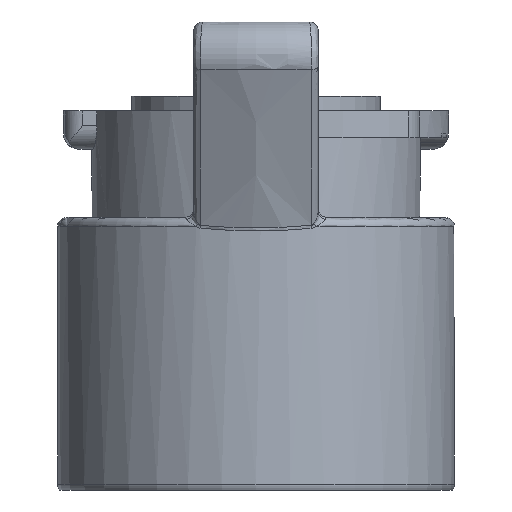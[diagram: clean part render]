
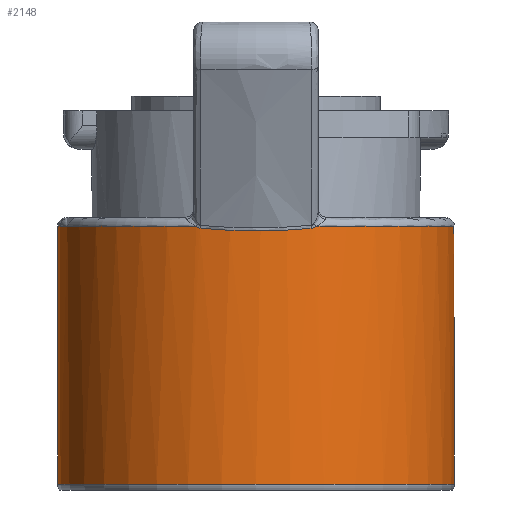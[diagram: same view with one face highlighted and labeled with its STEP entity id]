
A CAD part, front view. The second image highlights one B-rep face of the part: STEP entity #2148.
In plain terms, the highlighted cylindrical face has radius 33.5 mm (diameter 67 mm), a full revolution.
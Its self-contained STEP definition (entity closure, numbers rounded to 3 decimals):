
#51=B_SPLINE_CURVE_WITH_KNOTS('',3,(#3038,#3039,#3040,#3041),
 .UNSPECIFIED.,.F.,.F.,(4,4),(-0.079,0.),.UNSPECIFIED.);
#52=B_SPLINE_CURVE_WITH_KNOTS('',3,(#3043,#3044,#3045,#3046,#3047),
 .UNSPECIFIED.,.F.,.F.,(4,1,4),(0.,0.857,1.999),
 .UNSPECIFIED.);
#53=B_SPLINE_CURVE_WITH_KNOTS('',3,(#3049,#3050,#3051,#3052),
 .UNSPECIFIED.,.F.,.F.,(4,4),(-0.079,0.),.UNSPECIFIED.);
#54=B_SPLINE_CURVE_WITH_KNOTS('',3,(#3059,#3060,#3061,#3062),
 .UNSPECIFIED.,.F.,.F.,(4,4),(-0.079,0.),.UNSPECIFIED.);
#55=B_SPLINE_CURVE_WITH_KNOTS('',3,(#3064,#3065,#3066,#3067,#3068),
 .UNSPECIFIED.,.F.,.F.,(4,1,4),(-1.999,-1.142,0.),
 .UNSPECIFIED.);
#56=B_SPLINE_CURVE_WITH_KNOTS('',3,(#3070,#3071,#3072,#3073),
 .UNSPECIFIED.,.F.,.F.,(4,4),(-0.079,0.),.UNSPECIFIED.);
#232=FACE_OUTER_BOUND('',#358,.T.);
#358=EDGE_LOOP('',(#1348,#1349,#1350,#1351,#1352,#1353,#1354,#1355,#1356,
#1357,#1358,#1359,#1360));
#489=LINE('',#3055,#579);
#579=VECTOR('',#2544,33.5);
#676=CIRCLE('',#2304,33.5);
#678=CIRCLE('',#2306,33.5);
#679=CIRCLE('',#2308,33.5);
#680=CIRCLE('',#2309,33.5);
#681=CIRCLE('',#2310,33.5);
#794=VERTEX_POINT('',#3030);
#795=VERTEX_POINT('',#3031);
#796=VERTEX_POINT('',#3036);
#797=VERTEX_POINT('',#3037);
#798=VERTEX_POINT('',#3042);
#799=VERTEX_POINT('',#3048);
#800=VERTEX_POINT('',#3053);
#801=VERTEX_POINT('',#3056);
#802=VERTEX_POINT('',#3058);
#803=VERTEX_POINT('',#3063);
#804=VERTEX_POINT('',#3069);
#1008=EDGE_CURVE('',#794,#795,#676,.T.);
#1010=EDGE_CURVE('',#795,#794,#678,.T.);
#1011=EDGE_CURVE('',#796,#797,#51,.T.);
#1012=EDGE_CURVE('',#798,#796,#52,.T.);
#1013=EDGE_CURVE('',#799,#798,#53,.T.);
#1014=EDGE_CURVE('',#800,#799,#679,.T.);
#1015=EDGE_CURVE('',#800,#795,#489,.T.);
#1016=EDGE_CURVE('',#801,#800,#680,.T.);
#1017=EDGE_CURVE('',#802,#801,#54,.T.);
#1018=EDGE_CURVE('',#803,#802,#55,.T.);
#1019=EDGE_CURVE('',#804,#803,#56,.T.);
#1020=EDGE_CURVE('',#797,#804,#681,.T.);
#1348=ORIENTED_EDGE('',*,*,#1011,.F.);
#1349=ORIENTED_EDGE('',*,*,#1012,.F.);
#1350=ORIENTED_EDGE('',*,*,#1013,.F.);
#1351=ORIENTED_EDGE('',*,*,#1014,.F.);
#1352=ORIENTED_EDGE('',*,*,#1015,.T.);
#1353=ORIENTED_EDGE('',*,*,#1008,.F.);
#1354=ORIENTED_EDGE('',*,*,#1010,.F.);
#1355=ORIENTED_EDGE('',*,*,#1015,.F.);
#1356=ORIENTED_EDGE('',*,*,#1016,.F.);
#1357=ORIENTED_EDGE('',*,*,#1017,.F.);
#1358=ORIENTED_EDGE('',*,*,#1018,.F.);
#1359=ORIENTED_EDGE('',*,*,#1019,.F.);
#1360=ORIENTED_EDGE('',*,*,#1020,.F.);
#1974=CYLINDRICAL_SURFACE('',#2307,33.5);
#2148=ADVANCED_FACE('',(#232),#1974,.T.);
#2304=AXIS2_PLACEMENT_3D('',#3032,#2534,#2535);
#2306=AXIS2_PLACEMENT_3D('',#3034,#2538,#2539);
#2307=AXIS2_PLACEMENT_3D('',#3035,#2540,#2541);
#2308=AXIS2_PLACEMENT_3D('',#3054,#2542,#2543);
#2309=AXIS2_PLACEMENT_3D('',#3057,#2545,#2546);
#2310=AXIS2_PLACEMENT_3D('',#3074,#2547,#2548);
#2534=DIRECTION('center_axis',(0.,0.,-1.));
#2535=DIRECTION('ref_axis',(-1.,0.,0.));
#2538=DIRECTION('center_axis',(0.,0.,-1.));
#2539=DIRECTION('ref_axis',(-1.,0.,0.));
#2540=DIRECTION('center_axis',(0.,0.,1.));
#2541=DIRECTION('ref_axis',(1.,0.,0.));
#2542=DIRECTION('center_axis',(0.,0.,1.));
#2543=DIRECTION('ref_axis',(-1.,0.,0.));
#2544=DIRECTION('',(0.,0.,-1.));
#2545=DIRECTION('center_axis',(0.,0.,1.));
#2546=DIRECTION('ref_axis',(-1.,0.,0.));
#2547=DIRECTION('center_axis',(0.,0.,1.));
#2548=DIRECTION('ref_axis',(1.,0.,0.));
#3030=CARTESIAN_POINT('',(33.5,0.,-8.));
#3031=CARTESIAN_POINT('',(-33.5,0.,-8.));
#3032=CARTESIAN_POINT('Origin',(0.,0.,-8.));
#3034=CARTESIAN_POINT('Origin',(0.,0.,-8.));
#3035=CARTESIAN_POINT('Origin',(0.,0.,0.));
#3036=CARTESIAN_POINT('',(9.458,-32.137,35.181));
#3037=CARTESIAN_POINT('',(10.111,-31.938,35.5));
#3038=CARTESIAN_POINT('Ctrl Pts',(9.458,-32.137,35.181));
#3039=CARTESIAN_POINT('Ctrl Pts',(9.699,-32.066,35.204));
#3040=CARTESIAN_POINT('Ctrl Pts',(9.928,-31.996,35.329));
#3041=CARTESIAN_POINT('Ctrl Pts',(10.111,-31.938,35.5));
#3042=CARTESIAN_POINT('',(-9.458,-32.137,35.181));
#3043=CARTESIAN_POINT('Ctrl Pts',(-9.458,-32.137,35.181));
#3044=CARTESIAN_POINT('Ctrl Pts',(-6.846,-32.906,34.933));
#3045=CARTESIAN_POINT('Ctrl Pts',(-0.472,-33.966,
34.588));
#3046=CARTESIAN_POINT('Ctrl Pts',(5.976,-33.162,34.85));
#3047=CARTESIAN_POINT('Ctrl Pts',(9.458,-32.137,35.181));
#3048=CARTESIAN_POINT('',(-10.111,-31.938,35.5));
#3049=CARTESIAN_POINT('Ctrl Pts',(-10.111,-31.938,35.5));
#3050=CARTESIAN_POINT('Ctrl Pts',(-9.928,-31.996,35.329));
#3051=CARTESIAN_POINT('Ctrl Pts',(-9.699,-32.066,35.204));
#3052=CARTESIAN_POINT('Ctrl Pts',(-9.458,-32.137,35.181));
#3053=CARTESIAN_POINT('',(-33.5,0.,35.5));
#3054=CARTESIAN_POINT('Origin',(0.,0.,35.5));
#3055=CARTESIAN_POINT('',(-33.5,0.,0.));
#3056=CARTESIAN_POINT('',(-10.111,31.938,35.5));
#3057=CARTESIAN_POINT('Origin',(0.,0.,35.5));
#3058=CARTESIAN_POINT('',(-9.458,32.137,35.181));
#3059=CARTESIAN_POINT('Ctrl Pts',(-9.458,32.137,35.181));
#3060=CARTESIAN_POINT('Ctrl Pts',(-9.699,32.066,35.204));
#3061=CARTESIAN_POINT('Ctrl Pts',(-9.928,31.996,35.329));
#3062=CARTESIAN_POINT('Ctrl Pts',(-10.111,31.938,35.5));
#3063=CARTESIAN_POINT('',(9.458,32.137,35.181));
#3064=CARTESIAN_POINT('Ctrl Pts',(9.458,32.137,35.181));
#3065=CARTESIAN_POINT('Ctrl Pts',(6.846,32.906,34.933));
#3066=CARTESIAN_POINT('Ctrl Pts',(0.472,33.966,34.588));
#3067=CARTESIAN_POINT('Ctrl Pts',(-5.976,33.162,34.85));
#3068=CARTESIAN_POINT('Ctrl Pts',(-9.458,32.137,35.181));
#3069=CARTESIAN_POINT('',(10.111,31.938,35.5));
#3070=CARTESIAN_POINT('Ctrl Pts',(10.111,31.938,35.5));
#3071=CARTESIAN_POINT('Ctrl Pts',(9.928,31.996,35.329));
#3072=CARTESIAN_POINT('Ctrl Pts',(9.699,32.066,35.204));
#3073=CARTESIAN_POINT('Ctrl Pts',(9.458,32.137,35.181));
#3074=CARTESIAN_POINT('Origin',(0.,0.,35.5));
